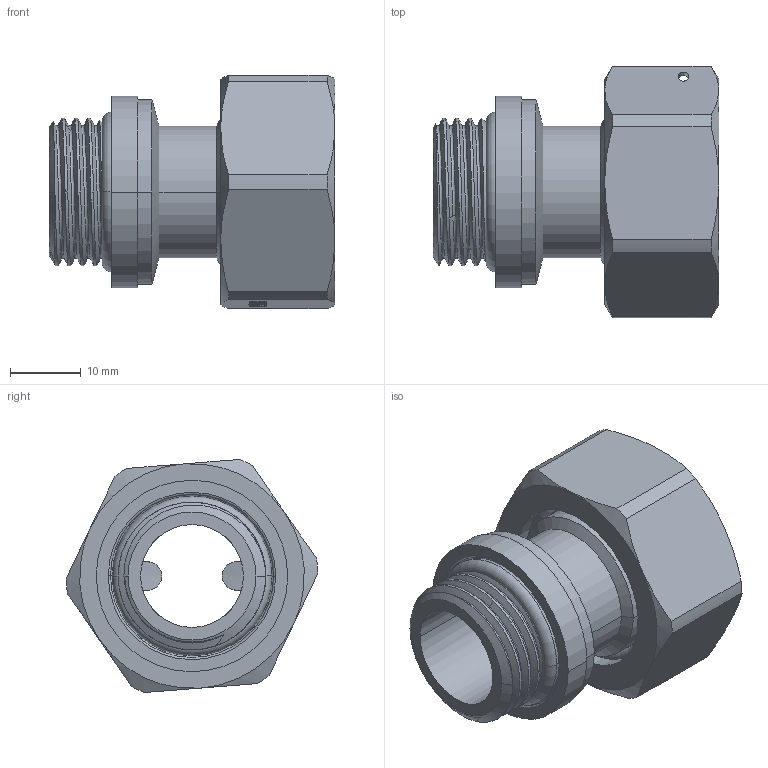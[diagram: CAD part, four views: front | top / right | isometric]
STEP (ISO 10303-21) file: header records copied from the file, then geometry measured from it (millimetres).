
FILE_DESCRIPTION((''),'2;1');
FILE_NAME('F16132104_ASM','2023-12-08T08:22:15',('Administrator'),(''),'CREO PARAMETRIC BY PTC INC, 2023072','CREO PARAMETRIC BY PTC INC, 2023072','');
FILE_SCHEMA(('CONFIG_CONTROL_DESIGN'));
Length unit declared in the file: millimetre
Products named in the file (7): FJ1641132104W; VT10005504R; O-RING22X2_5; FJ1615133005W; VT190006050001; VT13013305; F16132104_ASM
Assembly tree (6 placements, depth 2):
  F16132104_ASM
    FJ1641132104W
    VT10005504R
    O-RING22X2_5
    FJ1615133005W
    VT190006050001
    VT13013305
Bounding box: 40.3 x 35.49 x 32.86 mm (x, y, z)
Volume: 13077.3 mm3; surface area: 11827.4 mm2
Topology: 6 solids, 6 shells, 240 faces, 609 edges, 388 vertices
Faces by surface type: plane 65, extrusion 63, cylinder 55, cone 34, bspline 15, torus 8
Entity records: 11807 total; most frequent: CARTESIAN_POINT 6261, ORIENTED_EDGE 1218, DIRECTION 902, EDGE_CURVE 609, VERTEX_POINT 388, VECTOR 324, B_SPLINE_CURVE_WITH_KNOTS 297, AXIS2_PLACEMENT_3D 289
